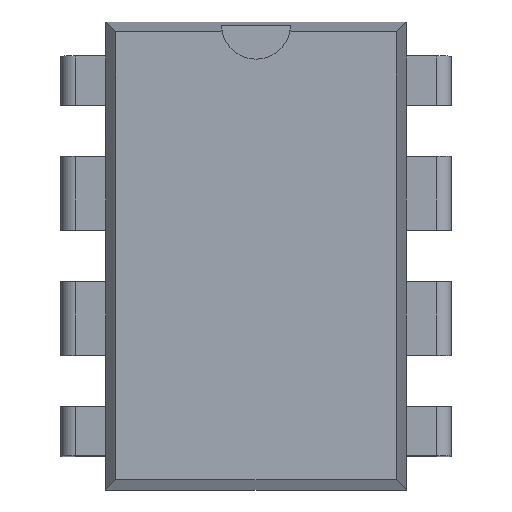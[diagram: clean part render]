
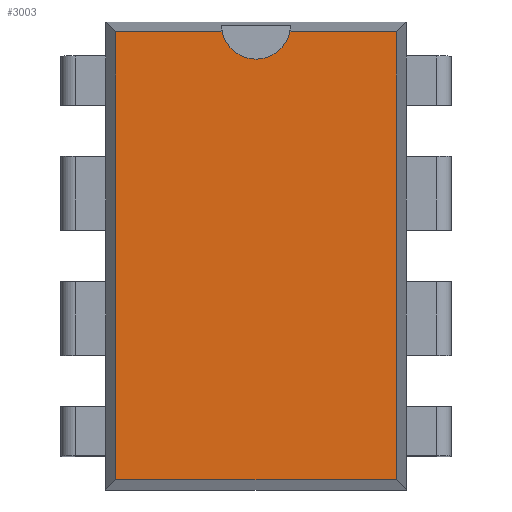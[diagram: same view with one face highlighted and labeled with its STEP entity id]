
A CAD part, top view. The second image highlights one B-rep face of the part: STEP entity #3003.
In plain terms, the highlighted planar face has unit normal (0, 0, 1).
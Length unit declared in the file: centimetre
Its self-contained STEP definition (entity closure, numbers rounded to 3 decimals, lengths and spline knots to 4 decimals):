
#256=CIRCLE('',#3193,0.0707);
#405=VERTEX_POINT('',#4251);
#406=VERTEX_POINT('',#4253);
#493=VERTEX_POINT('',#4535);
#494=VERTEX_POINT('',#4537);
#518=VERTEX_POINT('',#4628);
#520=VERTEX_POINT('',#4632);
#725=VECTOR('',#3491,1.);
#850=VECTOR('',#3713,1.);
#888=VECTOR('',#3804,1.);
#889=VECTOR('',#3805,1.);
#1102=LINE('',#4252,#725);
#1227=LINE('',#4536,#850);
#1265=LINE('',#4637,#888);
#1266=LINE('',#4638,#889);
#1487=EDGE_CURVE('',#405,#406,#1102,.T.);
#1636=EDGE_CURVE('',#493,#494,#1227,.T.);
#1684=EDGE_CURVE('',#518,#520,#256,.T.);
#1686=EDGE_CURVE('',#406,#520,#1265,.T.);
#1687=EDGE_CURVE('',#494,#405,#1266,.T.);
#1688=EDGE_CURVE('',#518,#493,#1265,.T.);
#2499=ORIENTED_EDGE('',*,*,#1684,.T.);
#2500=ORIENTED_EDGE('',*,*,#1686,.F.);
#2501=ORIENTED_EDGE('',*,*,#1487,.F.);
#2502=ORIENTED_EDGE('',*,*,#1687,.F.);
#2503=ORIENTED_EDGE('',*,*,#1636,.F.);
#2504=ORIENTED_EDGE('',*,*,#1688,.F.);
#2691=EDGE_LOOP('',(#2499,#2500,#2501,#2502,#2503,#2504));
#2847=FACE_BOUND('',#2691,.T.);
#3003=ADVANCED_FACE('',(#2847),#4793,.T.);
#3193=AXIS2_PLACEMENT_3D('',#4633,#3799,#3800);
#3195=AXIS2_PLACEMENT_3D('',#4636,#3803,$);
#3491=DIRECTION('',(0.,1.,0.));
#3713=DIRECTION('',(0.,-1.,0.));
#3799=DIRECTION('',(0.,0.,-1.));
#3800=DIRECTION('',(0.071,0.,0.));
#3803=DIRECTION('',(0.,0.,1.));
#3804=DIRECTION('',(1.,0.,0.));
#3805=DIRECTION('',(-1.,0.,0.));
#4251=CARTESIAN_POINT('',(-0.2846,-0.4546,0.32));
#4252=CARTESIAN_POINT('',(-0.2846,0.,0.32));
#4253=CARTESIAN_POINT('',(-0.2846,0.4546,0.32));
#4535=CARTESIAN_POINT('',(0.2846,0.4546,0.32));
#4536=CARTESIAN_POINT('',(0.2846,0.,0.32));
#4537=CARTESIAN_POINT('',(0.2846,-0.4546,0.32));
#4628=CARTESIAN_POINT('',(0.069,0.4546,0.32));
#4632=CARTESIAN_POINT('',(-0.069,0.4546,0.32));
#4633=CARTESIAN_POINT('',(0.,0.47,0.32));
#4636=CARTESIAN_POINT('',(0.,0.,0.32));
#4637=CARTESIAN_POINT('',(0.,0.4546,0.32));
#4638=CARTESIAN_POINT('',(0.,-0.4546,0.32));
#4793=PLANE('',#3195);
